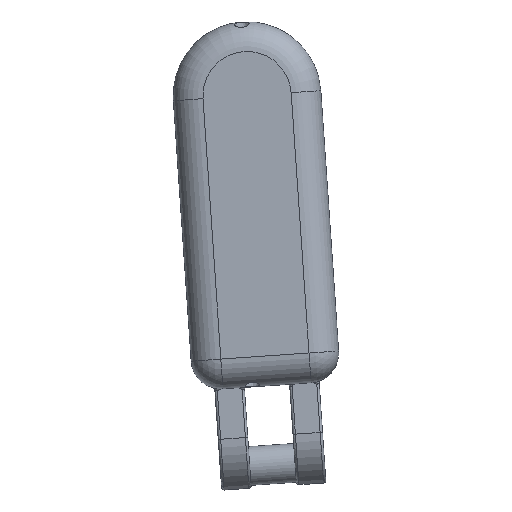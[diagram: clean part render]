
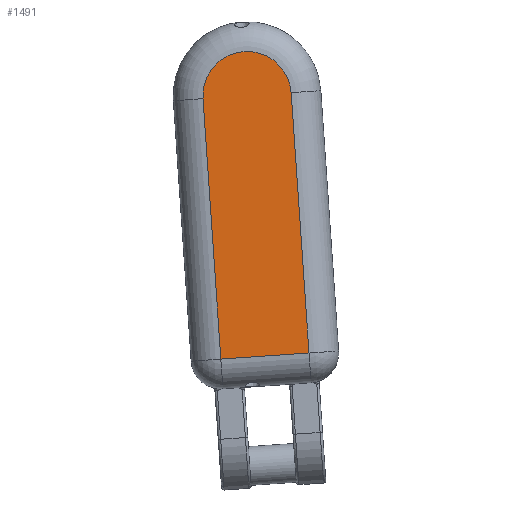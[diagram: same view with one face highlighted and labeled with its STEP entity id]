
A CAD part, top view. The second image highlights one B-rep face of the part: STEP entity #1491.
In plain terms, the highlighted planar face has unit normal (0, 0, 1).
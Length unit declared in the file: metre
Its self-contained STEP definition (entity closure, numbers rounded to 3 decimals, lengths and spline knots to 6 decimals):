
#178=LINE('',#2486,#255);
#179=LINE('',#2489,#256);
#180=LINE('',#2491,#257);
#255=VECTOR('',#1932,1.);
#256=VECTOR('',#1933,1.);
#257=VECTOR('',#1934,1.);
#403=ORIENTED_EDGE('',*,*,#858,.T.);
#404=ORIENTED_EDGE('',*,*,#859,.T.);
#405=ORIENTED_EDGE('',*,*,#860,.T.);
#406=ORIENTED_EDGE('',*,*,#861,.T.);
#858=EDGE_CURVE('',#1066,#1067,#178,.T.);
#859=EDGE_CURVE('',#1067,#1068,#179,.T.);
#860=EDGE_CURVE('',#1068,#1069,#180,.F.);
#861=EDGE_CURVE('',#1069,#1066,#1170,.T.);
#1066=VERTEX_POINT('',#2487);
#1067=VERTEX_POINT('',#2488);
#1068=VERTEX_POINT('',#2490);
#1069=VERTEX_POINT('',#2492);
#1170=CIRCLE('',#1639,0.004559);
#1258=EDGE_LOOP('',(#403,#404,#405,#406));
#1363=FACE_BOUND('',#1258,.T.);
#1453=PLANE('',#1638);
#1491=ADVANCED_FACE('',(#1363),#1453,.T.);
#1638=AXIS2_PLACEMENT_3D('',#2485,#1930,#1931);
#1639=AXIS2_PLACEMENT_3D('',#2493,#1935,#1936);
#1930=DIRECTION('',(0.,0.,1.));
#1931=DIRECTION('',(1.,0.,0.));
#1932=DIRECTION('',(0.068,-0.998,0.));
#1933=DIRECTION('',(0.998,0.068,0.));
#1934=DIRECTION('',(0.068,-0.998,0.));
#1935=DIRECTION('',(0.,0.,1.));
#1936=DIRECTION('',(1.,0.,0.));
#2485=CARTESIAN_POINT('',(-0.02848,0.134459,0.01651));
#2486=CARTESIAN_POINT('',(-0.031994,0.121612,0.01651));
#2487=CARTESIAN_POINT('',(-0.034045,0.151542,0.01651));
#2488=CARTESIAN_POINT('',(-0.032204,0.124671,0.01651));
#2489=CARTESIAN_POINT('',(-0.020048,0.125504,0.01651));
#2490=CARTESIAN_POINT('',(-0.023107,0.125294,0.01651));
#2491=CARTESIAN_POINT('',(-0.023757,0.134782,0.01651));
#2492=CARTESIAN_POINT('',(-0.024948,0.152165,0.01651));
#2493=CARTESIAN_POINT('',(-0.029497,0.151853,0.01651));
